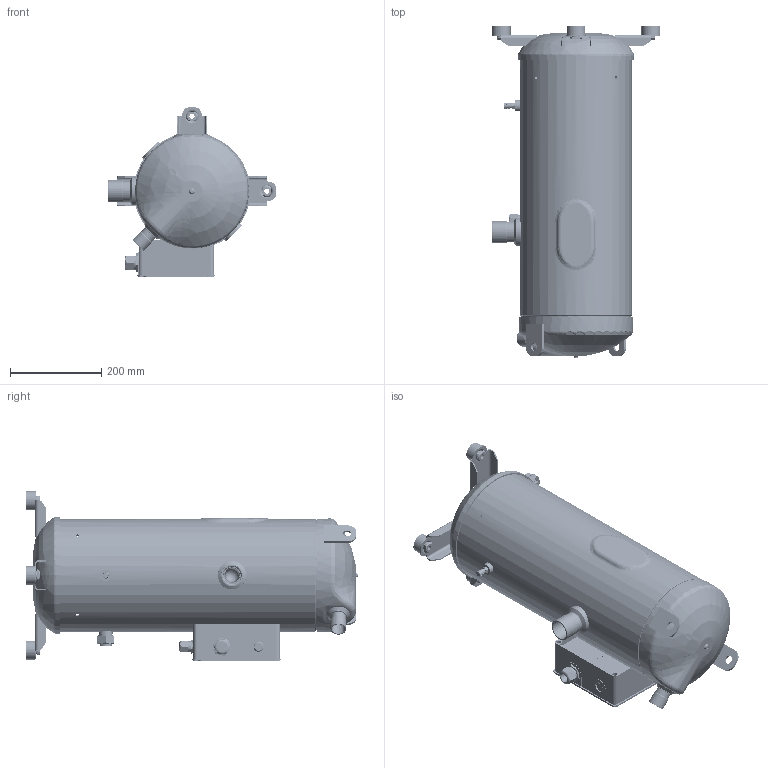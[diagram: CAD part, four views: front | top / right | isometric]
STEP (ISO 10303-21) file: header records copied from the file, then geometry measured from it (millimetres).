
FILE_DESCRIPTION(('TFLEX Exchange Step'),'2;1');
FILE_NAME('RCM155-215_7 v2.stp', '2025-04-29T13:45:30+03:00',('RUCO3026'),('Unknown organisation'),'TFLEX Exchange 2022.1','T-FLEX CAD','Unknown authorisation');
FILE_SCHEMA( ('AUTOMOTIVE_DESIGN { 1 0 10303 214 1 1 1 1 }') );
Length unit declared in the file: millimetre
Products named in the file (1): 0
Bounding box: 369.1 x 727.39 x 372.05 mm (x, y, z)
Volume: 3921687 mm3; surface area: 1910938.1 mm2
Topology: 83 solids, 561 shells, 7371 faces, 20920 edges, 14642 vertices
Faces by surface type: plane 4224, cylinder 1791, bspline 505, extrusion 323, torus 235, sphere 150, cone 143
Full cylindrical faces by diameter (mm): 0.007 x6, 0.015 x4, 0.06 x18, 0.12 x12, 0.2 x8, 0.457 x1, 0.5 x2, 0.78 x4, 0.813 x4, 0.889 x2, 0.9 x45, 1 x9, 1.1 x2, 1.2 x4, 1.25 x2, 1.3 x6, 1.5 x1, 1.6 x16, 1.714 x7, 1.715 x2, 2 x14, 2.14 x2, 2.27 x2, 2.5 x2, 2.8 x2, 2.948 x2, 3 x5, 3.162 x1, 3.175 x6, 3.18 x4
Entity records: 304747 total; most frequent: CARTESIAN_POINT 122804, ORIENTED_EDGE 38720, DIRECTION 31690, EDGE_CURVE 20664, VERTEX_POINT 14634, AXIS2_PLACEMENT_3D 10686, VECTOR 10318, LINE 9995
